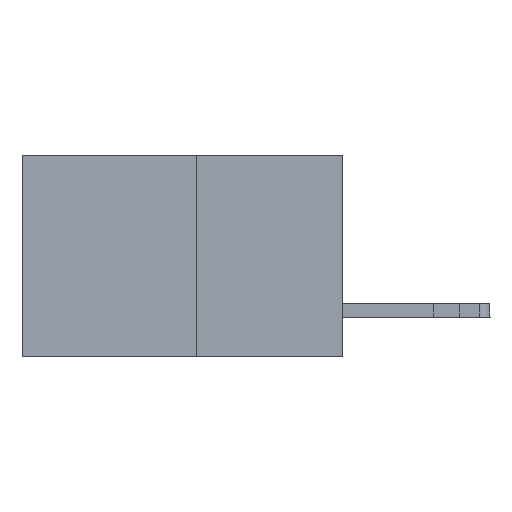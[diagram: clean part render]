
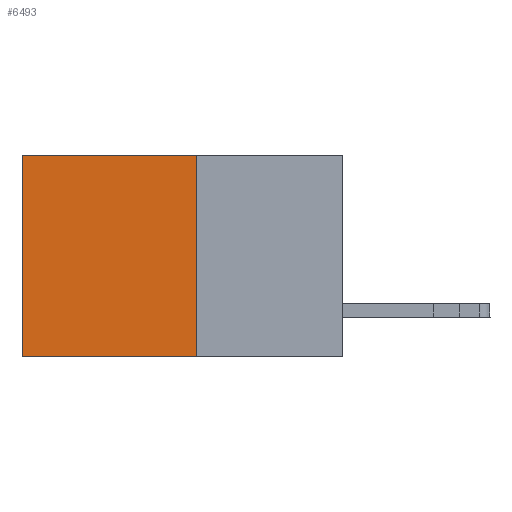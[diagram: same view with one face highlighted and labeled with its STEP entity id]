
A CAD part, left-side view. The second image highlights one B-rep face of the part: STEP entity #6493.
In plain terms, the highlighted planar face has unit normal (-1, 0, 0).
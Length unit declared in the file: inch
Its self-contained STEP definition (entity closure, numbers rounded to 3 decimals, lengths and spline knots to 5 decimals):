
#390 = DIRECTION ( 'NONE',  ( 0., 0., -1. ) ) ;
#424 = ORIENTED_EDGE ( 'NONE', *, *, #14669, .T. ) ;
#885 = CARTESIAN_POINT ( 'NONE',  ( 0.277, 0.59, -0.37 ) ) ;
#1220 = VECTOR ( 'NONE', #8616, 39.37008 ) ;
#2536 = LINE ( 'NONE', #6205, #14372 ) ;
#2688 = DIRECTION ( 'NONE',  ( 0., 0., -1. ) ) ;
#4999 = PLANE ( 'NONE',  #7305 ) ;
#6205 = CARTESIAN_POINT ( 'NONE',  ( 0.277, 0.27, -0.37 ) ) ;
#6493 = ADVANCED_FACE ( 'NONE', ( #13158 ), #4999, .F. ) ;
#6541 = LINE ( 'NONE', #885, #12903 ) ;
#6772 = ORIENTED_EDGE ( 'NONE', *, *, #14405, .F. ) ;
#7305 = AXIS2_PLACEMENT_3D ( 'NONE', #13086, #12093, #2688 ) ;
#7888 = LINE ( 'NONE', #15061, #8284 ) ;
#8284 = VECTOR ( 'NONE', #12606, 39.37008 ) ;
#8616 = DIRECTION ( 'NONE',  ( 0., 1., 0. ) ) ;
#9731 = VERTEX_POINT ( 'NONE', #13482 ) ;
#10447 = CARTESIAN_POINT ( 'NONE',  ( 0.277, 0.27, -0.37 ) ) ;
#10529 = VERTEX_POINT ( 'NONE', #14889 ) ;
#10685 = CARTESIAN_POINT ( 'NONE',  ( 0.277, 0.27, 0. ) ) ;
#11012 = VERTEX_POINT ( 'NONE', #10685 ) ;
#11402 = VERTEX_POINT ( 'NONE', #10447 ) ;
#11662 = EDGE_CURVE ( 'NONE', #9731, #10529, #6541, .T. ) ;
#11764 = ORIENTED_EDGE ( 'NONE', *, *, #11662, .T. ) ;
#12093 = DIRECTION ( 'NONE',  ( 1., 0., 0. ) ) ;
#12126 = CARTESIAN_POINT ( 'NONE',  ( 0.277, 0.27, -0.37 ) ) ;
#12606 = DIRECTION ( 'NONE',  ( 0., 1., 0. ) ) ;
#12903 = VECTOR ( 'NONE', #14878, 39.37008 ) ;
#12928 = EDGE_LOOP ( 'NONE', ( #11764, #14763, #6772, #424 ) ) ;
#13086 = CARTESIAN_POINT ( 'NONE',  ( 0.277, 0.27, -0.37 ) ) ;
#13158 = FACE_OUTER_BOUND ( 'NONE', #12928, .T. ) ;
#13482 = CARTESIAN_POINT ( 'NONE',  ( 0.277, 0.59, 0. ) ) ;
#14372 = VECTOR ( 'NONE', #390, 39.37008 ) ;
#14405 = EDGE_CURVE ( 'NONE', #11012, #11402, #2536, .T. ) ;
#14427 = LINE ( 'NONE', #12126, #1220 ) ;
#14669 = EDGE_CURVE ( 'NONE', #11012, #9731, #7888, .T. ) ;
#14763 = ORIENTED_EDGE ( 'NONE', *, *, #14955, .F. ) ;
#14878 = DIRECTION ( 'NONE',  ( 0., 0., -1. ) ) ;
#14889 = CARTESIAN_POINT ( 'NONE',  ( 0.277, 0.59, -0.37 ) ) ;
#14955 = EDGE_CURVE ( 'NONE', #11402, #10529, #14427, .T. ) ;
#15061 = CARTESIAN_POINT ( 'NONE',  ( 0.277, 0.27, 0. ) ) ;
